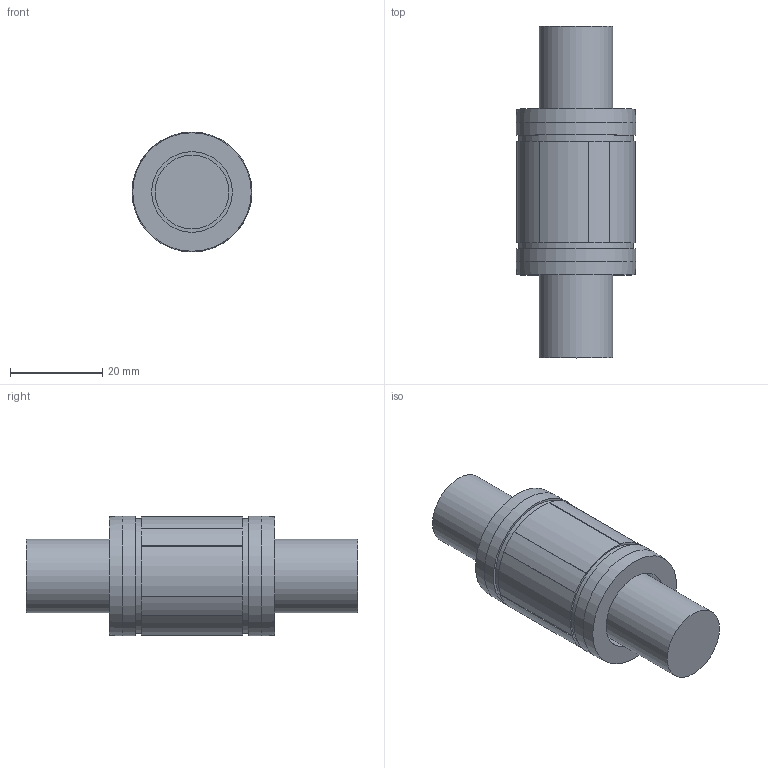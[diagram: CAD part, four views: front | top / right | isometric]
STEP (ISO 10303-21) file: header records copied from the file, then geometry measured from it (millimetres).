
FILE_DESCRIPTION((''),'2;1');
FILE_NAME('LMES16.stp','2013-02-14T08:08:34',('user2'),(''),'Autodesk Inventor 2012','Autodesk Inventor 2012','');
FILE_SCHEMA(('AUTOMOTIVE_DESIGN { 1 0 10303 214 1 1 1 1 }'));
Length unit declared in the file: millimetre
Products named in the file (1): LMES16
Bounding box: 26 x 72 x 26 mm (x, y, z)
Volume: 25615.2 mm3; surface area: 6998.4 mm2
Topology: 1 solids, 1 shells, 40 faces, 90 edges, 60 vertices
Faces by surface type: plane 20, cylinder 18, cone 2
Full cylindrical faces by diameter (mm): 16 x2, 17.5 x2, 24.9 x2, 26 x2
Entity records: 1118 total; most frequent: DIRECTION 198, CARTESIAN_POINT 177, ORIENTED_EDGE 156, AXIS2_PLACEMENT_3D 79, EDGE_CURVE 78, VERTEX_POINT 58, EDGE_LOOP 58, FACE_OUTER_BOUND 40
